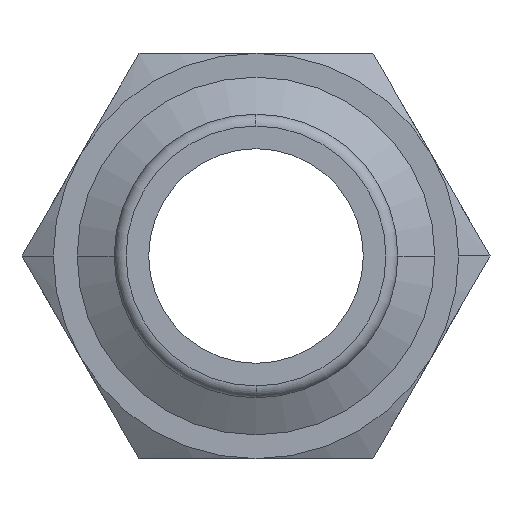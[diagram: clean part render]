
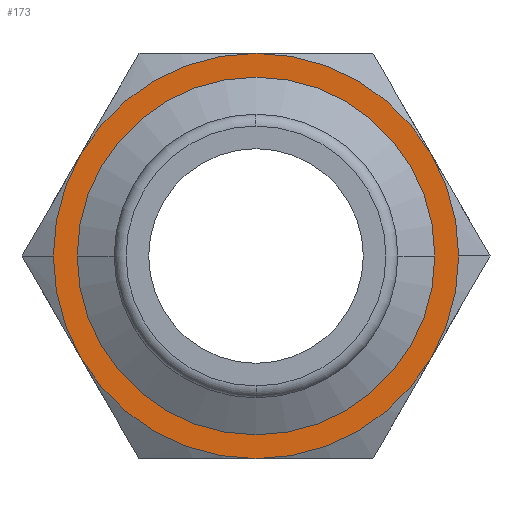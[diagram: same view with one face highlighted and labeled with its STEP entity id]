
A CAD part, front view. The second image highlights one B-rep face of the part: STEP entity #173.
In plain terms, the highlighted planar face has unit normal (0, -1, 0).
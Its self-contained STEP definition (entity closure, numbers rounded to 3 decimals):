
#173=ADVANCED_FACE('',(#350,#351),#352,.T.);
#350=FACE_OUTER_BOUND('',#527,.T.);
#351=FACE_BOUND('',#528,.T.);
#352=PLANE('',#529);
#527=EDGE_LOOP('',(#965,#966,#967,#968,#969,#970,#971,#972));
#528=EDGE_LOOP('',(#973,#974));
#529=AXIS2_PLACEMENT_3D('',#975,#976,#977);
#965=ORIENTED_EDGE('',*,*,#1185,.F.);
#966=ORIENTED_EDGE('',*,*,#1192,.F.);
#967=ORIENTED_EDGE('',*,*,#1229,.F.);
#968=ORIENTED_EDGE('',*,*,#1059,.F.);
#969=ORIENTED_EDGE('',*,*,#1230,.F.);
#970=ORIENTED_EDGE('',*,*,#1152,.F.);
#971=ORIENTED_EDGE('',*,*,#1099,.F.);
#972=ORIENTED_EDGE('',*,*,#1063,.F.);
#973=ORIENTED_EDGE('',*,*,#1122,.F.);
#974=ORIENTED_EDGE('',*,*,#1157,.F.);
#975=CARTESIAN_POINT('',(4.25,23.0,0.0));
#976=DIRECTION('',(-0.0,-1.0,-0.0));
#977=DIRECTION('',(-1.0,0.0,0.0));
#1059=EDGE_CURVE('',#1259,#1261,#1262,.T.);
#1063=EDGE_CURVE('',#1265,#1268,#1269,.T.);
#1099=EDGE_CURVE('',#1268,#1327,#1331,.T.);
#1122=EDGE_CURVE('',#1364,#1362,#1366,.T.);
#1152=EDGE_CURVE('',#1327,#1409,#1413,.T.);
#1157=EDGE_CURVE('',#1362,#1364,#1420,.T.);
#1185=EDGE_CURVE('',#1380,#1265,#1458,.T.);
#1192=EDGE_CURVE('',#1350,#1380,#1465,.T.);
#1229=EDGE_CURVE('',#1261,#1350,#1508,.T.);
#1230=EDGE_CURVE('',#1409,#1259,#1509,.T.);
#1259=VERTEX_POINT('',#1540);
#1261=VERTEX_POINT('',#1543);
#1262=CIRCLE('',#1544,8.5);
#1265=VERTEX_POINT('',#1558);
#1268=VERTEX_POINT('',#1562);
#1269=CIRCLE('',#1563,8.5);
#1327=VERTEX_POINT('',#1673);
#1331=CIRCLE('',#1699,8.5);
#1350=VERTEX_POINT('',#1732);
#1362=VERTEX_POINT('',#1779);
#1364=VERTEX_POINT('',#1782);
#1366=CIRCLE('',#1785,7.5);
#1380=VERTEX_POINT('',#1813);
#1409=VERTEX_POINT('',#1899);
#1413=CIRCLE('',#1925,8.5);
#1420=CIRCLE('',#1932,7.5);
#1458=CIRCLE('',#2011,8.5);
#1465=CIRCLE('',#2018,8.5);
#1508=CIRCLE('',#2093,8.5);
#1509=CIRCLE('',#2094,8.5);
#1540=CARTESIAN_POINT('',(-8.5,23.0,0.));
#1543=CARTESIAN_POINT('',(-7.361,23.0,4.25));
#1544=AXIS2_PLACEMENT_3D('',#2124,#2125,#2126);
#1558=CARTESIAN_POINT('',(8.5,23.0,0.));
#1562=CARTESIAN_POINT('',(7.361,23.0,-4.25));
#1563=AXIS2_PLACEMENT_3D('',#2128,#2129,#2130);
#1673=CARTESIAN_POINT('',(0.0,23.0,-8.5));
#1699=AXIS2_PLACEMENT_3D('',#2184,#2185,#2186);
#1732=CARTESIAN_POINT('',(0.,23.0,8.5));
#1779=CARTESIAN_POINT('',(7.5,23.0,0.));
#1782=CARTESIAN_POINT('',(-7.5,23.0,0.));
#1785=AXIS2_PLACEMENT_3D('',#2212,#2213,#2214);
#1813=CARTESIAN_POINT('',(7.361,23.0,4.25));
#1899=CARTESIAN_POINT('',(-7.361,23.0,-4.25));
#1925=AXIS2_PLACEMENT_3D('',#2250,#2251,#2252);
#1932=AXIS2_PLACEMENT_3D('',#2259,#2260,#2261);
#2011=AXIS2_PLACEMENT_3D('',#2297,#2298,#2299);
#2018=AXIS2_PLACEMENT_3D('',#2309,#2310,#2311);
#2093=AXIS2_PLACEMENT_3D('',#2349,#2350,#2351);
#2094=AXIS2_PLACEMENT_3D('',#2352,#2353,#2354);
#2124=CARTESIAN_POINT('',(0.0,23.0,0.0));
#2125=DIRECTION('',(-0.0,1.0,0.0));
#2126=DIRECTION('',(1.0,0.0,0.0));
#2128=CARTESIAN_POINT('',(0.0,23.0,0.0));
#2129=DIRECTION('',(-0.0,1.0,0.0));
#2130=DIRECTION('',(1.0,0.0,0.0));
#2184=CARTESIAN_POINT('',(0.0,23.0,0.0));
#2185=DIRECTION('',(-0.0,1.0,0.0));
#2186=DIRECTION('',(1.0,0.0,0.0));
#2212=CARTESIAN_POINT('',(0.0,23.0,0.0));
#2213=DIRECTION('',(0.0,-1.0,0.0));
#2214=DIRECTION('',(1.0,0.0,0.0));
#2250=CARTESIAN_POINT('',(0.0,23.0,0.0));
#2251=DIRECTION('',(-0.0,1.0,0.0));
#2252=DIRECTION('',(1.0,0.0,0.0));
#2259=CARTESIAN_POINT('',(0.0,23.0,0.0));
#2260=DIRECTION('',(0.0,-1.0,0.0));
#2261=DIRECTION('',(1.0,0.0,0.0));
#2297=CARTESIAN_POINT('',(0.0,23.0,0.0));
#2298=DIRECTION('',(-0.0,1.0,0.0));
#2299=DIRECTION('',(1.0,0.0,0.0));
#2309=CARTESIAN_POINT('',(0.0,23.0,0.0));
#2310=DIRECTION('',(-0.0,1.0,0.0));
#2311=DIRECTION('',(1.0,0.0,0.0));
#2349=CARTESIAN_POINT('',(0.0,23.0,0.0));
#2350=DIRECTION('',(-0.0,1.0,0.0));
#2351=DIRECTION('',(1.0,0.0,0.0));
#2352=CARTESIAN_POINT('',(0.0,23.0,0.0));
#2353=DIRECTION('',(-0.0,1.0,0.0));
#2354=DIRECTION('',(1.0,0.0,0.0));
